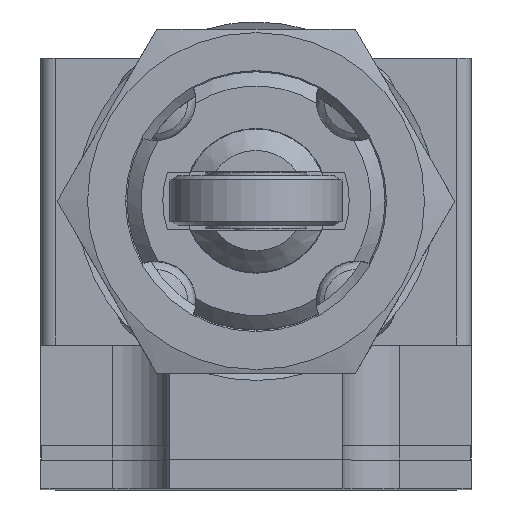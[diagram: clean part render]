
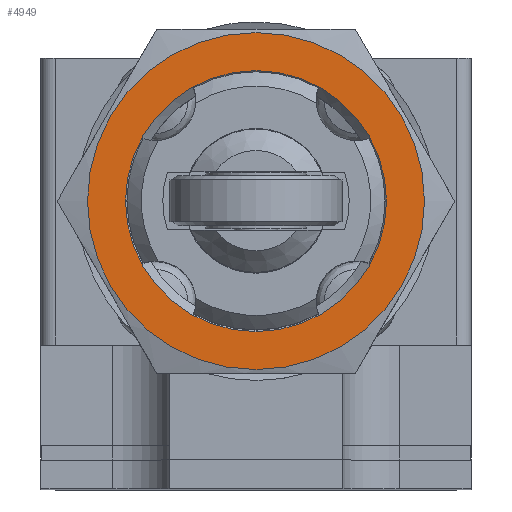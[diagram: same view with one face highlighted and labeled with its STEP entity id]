
A CAD part, top view. The second image highlights one B-rep face of the part: STEP entity #4949.
In plain terms, the highlighted planar face has unit normal (0, 0, 1).
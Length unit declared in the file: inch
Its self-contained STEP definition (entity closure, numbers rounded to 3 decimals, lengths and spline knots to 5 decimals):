
#666 = VERTEX_POINT ( 'NONE', #12525 ) ;
#1054 = PLANE ( 'NONE',  #17601 ) ;
#2219 = VERTEX_POINT ( 'NONE', #5384 ) ;
#4507 = EDGE_LOOP ( 'NONE', ( #13310 ) ) ;
#4949 = ADVANCED_FACE ( 'NONE', ( #12996, #19052 ), #1054, .T. ) ;
#5384 = CARTESIAN_POINT ( 'NONE',  ( 0.35827, 0.1378, 3.4126 ) ) ;
#5885 = DIRECTION ( 'NONE',  ( 0., 1., 0. ) ) ;
#7081 = CARTESIAN_POINT ( 'NONE',  ( 0., 0.1378, 3.4126 ) ) ;
#8082 = DIRECTION ( 'NONE',  ( 1., 0., 0. ) ) ;
#8784 = CARTESIAN_POINT ( 'NONE',  ( 0.41043, 0.1378, 3.4126 ) ) ;
#9264 = CIRCLE ( 'NONE', #13681, 0.4626 ) ;
#9479 = CIRCLE ( 'NONE', #12005, 0.35827 ) ;
#9732 = DIRECTION ( 'NONE',  ( 0., 0., -1. ) ) ;
#12005 = AXIS2_PLACEMENT_3D ( 'NONE', #18754, #9732, #8082 ) ;
#12525 = CARTESIAN_POINT ( 'NONE',  ( 0., 0.60039, 3.4126 ) ) ;
#12858 = EDGE_LOOP ( 'NONE', ( #14723 ) ) ;
#12996 = FACE_BOUND ( 'NONE', #12858, .T. ) ;
#13076 = EDGE_CURVE ( 'NONE', #666, #666, #9264, .T. ) ;
#13310 = ORIENTED_EDGE ( 'NONE', *, *, #13076, .T. ) ;
#13378 = DIRECTION ( 'NONE',  ( 0., 0., 1. ) ) ;
#13591 = DIRECTION ( 'NONE',  ( 0., 0., 1. ) ) ;
#13681 = AXIS2_PLACEMENT_3D ( 'NONE', #7081, #13378, #5885 ) ;
#14723 = ORIENTED_EDGE ( 'NONE', *, *, #16530, .T. ) ;
#16530 = EDGE_CURVE ( 'NONE', #2219, #2219, #9479, .T. ) ;
#17601 = AXIS2_PLACEMENT_3D ( 'NONE', #8784, #13591, #19458 ) ;
#18754 = CARTESIAN_POINT ( 'NONE',  ( 0., 0.1378, 3.4126 ) ) ;
#19052 = FACE_OUTER_BOUND ( 'NONE', #4507, .T. ) ;
#19458 = DIRECTION ( 'NONE',  ( 1., 0., 0. ) ) ;
